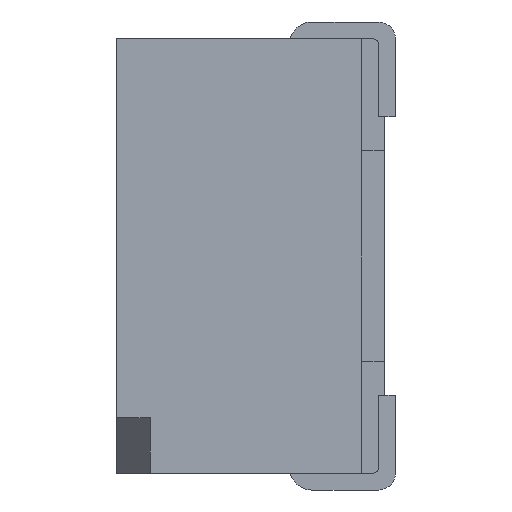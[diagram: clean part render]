
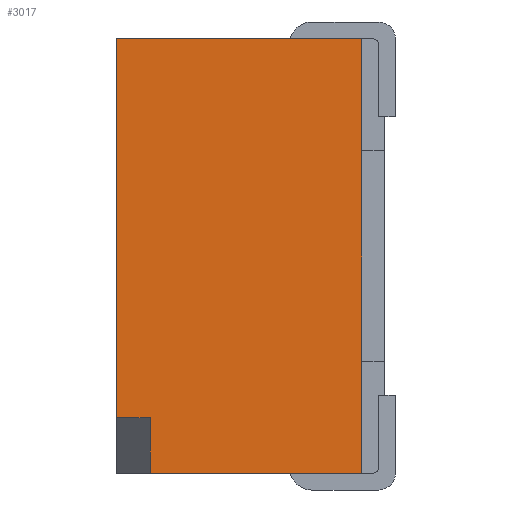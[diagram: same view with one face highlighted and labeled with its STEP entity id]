
A CAD part, left-side view. The second image highlights one B-rep face of the part: STEP entity #3017.
In plain terms, the highlighted planar face has unit normal (-1, 0, 0).
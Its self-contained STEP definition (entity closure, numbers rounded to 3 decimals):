
#170=ORIENTED_EDGE('',*,*,#818,.T.);
#171=ORIENTED_EDGE('',*,*,#819,.T.);
#172=ORIENTED_EDGE('',*,*,#820,.F.);
#173=ORIENTED_EDGE('',*,*,#813,.T.);
#174=ORIENTED_EDGE('',*,*,#821,.T.);
#175=ORIENTED_EDGE('',*,*,#822,.F.);
#813=EDGE_CURVE('',#1132,#1130,#1356,.T.);
#818=EDGE_CURVE('',#1136,#1137,#1361,.T.);
#819=EDGE_CURVE('',#1137,#1138,#1362,.T.);
#820=EDGE_CURVE('',#1132,#1138,#1363,.T.);
#821=EDGE_CURVE('',#1130,#1139,#1364,.T.);
#822=EDGE_CURVE('',#1136,#1139,#1365,.T.);
#1130=VERTEX_POINT('',#4037);
#1132=VERTEX_POINT('',#4040);
#1136=VERTEX_POINT('',#4050);
#1137=VERTEX_POINT('',#4051);
#1138=VERTEX_POINT('',#4053);
#1139=VERTEX_POINT('',#4056);
#1356=LINE('',#4039,#1632);
#1361=LINE('',#4049,#1637);
#1362=LINE('',#4052,#1638);
#1363=LINE('',#4054,#1639);
#1364=LINE('',#4055,#1640);
#1365=LINE('',#4057,#1641);
#1632=VECTOR('',#3385,1000.);
#1637=VECTOR('',#3392,1000.);
#1638=VECTOR('',#3393,1000.);
#1639=VECTOR('',#3394,1000.);
#1640=VECTOR('',#3395,1000.);
#1641=VECTOR('',#3396,1000.);
#1885=EDGE_LOOP('',(#170,#171,#172,#173,#174,#175));
#2013=FACE_BOUND('',#1885,.T.);
#2138=PLANE('',#3153);
#3017=ADVANCED_FACE('',(#2013),#2138,.F.);
#3153=AXIS2_PLACEMENT_3D('',#4048,#3390,#3391);
#3385=DIRECTION('',(0.,0.,-1.));
#3390=DIRECTION('',(1.,0.,0.));
#3391=DIRECTION('',(0.,0.,-1.));
#3392=DIRECTION('',(0.,-1.,0.));
#3393=DIRECTION('',(0.,0.,1.));
#3394=DIRECTION('',(0.,-1.,0.));
#3395=DIRECTION('',(0.,-1.,0.));
#3396=DIRECTION('',(0.,0.,1.));
#4037=CARTESIAN_POINT('',(-2.7,2.4,-1.45));
#4039=CARTESIAN_POINT('',(-2.7,2.4,1.95));
#4040=CARTESIAN_POINT('',(-2.7,2.4,1.95));
#4048=CARTESIAN_POINT('',(-2.7,2.4,1.95));
#4049=CARTESIAN_POINT('',(-2.7,2.4,-1.95));
#4050=CARTESIAN_POINT('',(-2.7,2.1,-1.95));
#4051=CARTESIAN_POINT('',(-2.7,0.2,-1.95));
#4052=CARTESIAN_POINT('',(-2.7,0.2,1.95));
#4053=CARTESIAN_POINT('',(-2.7,0.2,1.95));
#4054=CARTESIAN_POINT('',(-2.7,2.4,1.95));
#4055=CARTESIAN_POINT('',(-2.7,2.7,-1.45));
#4056=CARTESIAN_POINT('',(-2.7,2.1,-1.45));
#4057=CARTESIAN_POINT('',(-2.7,2.1,-1.95));
